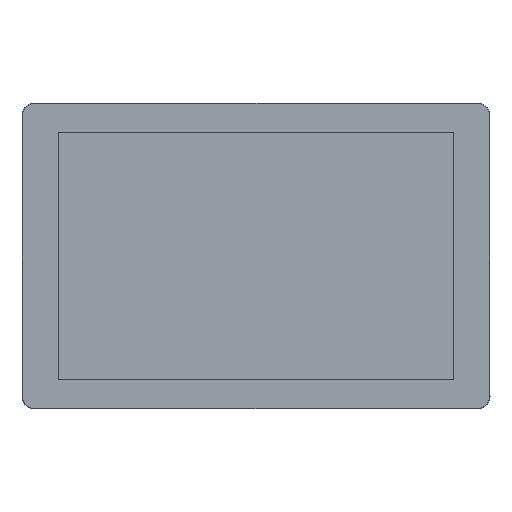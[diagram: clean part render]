
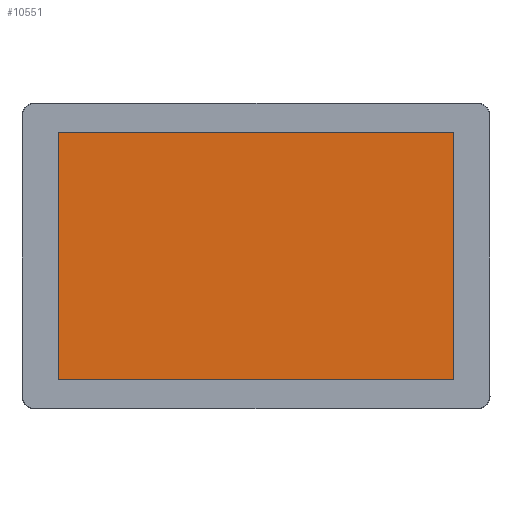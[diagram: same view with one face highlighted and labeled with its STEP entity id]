
A CAD part, top view. The second image highlights one B-rep face of the part: STEP entity #10551.
In plain terms, the highlighted planar face has unit normal (0, 0, 1).
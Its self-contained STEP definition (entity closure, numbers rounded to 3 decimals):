
#687=PLANE('',#11447);
#1340=FACE_OUTER_BOUND('',#1897,.T.);
#1897=EDGE_LOOP('',(#9005,#9006,#9007,#9008));
#2923=LINE('',#16325,#4238);
#2927=LINE('',#16333,#4242);
#2930=LINE('',#16339,#4245);
#2933=LINE('',#16344,#4248);
#4238=VECTOR('',#13349,10.);
#4242=VECTOR('',#13355,10.);
#4245=VECTOR('',#13360,10.);
#4248=VECTOR('',#13365,10.);
#5360=VERTEX_POINT('',#16323);
#5361=VERTEX_POINT('',#16324);
#5364=VERTEX_POINT('',#16332);
#5366=VERTEX_POINT('',#16338);
#6631=EDGE_CURVE('',#5360,#5361,#2923,.T.);
#6635=EDGE_CURVE('',#5364,#5360,#2927,.T.);
#6638=EDGE_CURVE('',#5366,#5364,#2930,.T.);
#6641=EDGE_CURVE('',#5361,#5366,#2933,.T.);
#9005=ORIENTED_EDGE('',*,*,#6641,.F.);
#9006=ORIENTED_EDGE('',*,*,#6631,.F.);
#9007=ORIENTED_EDGE('',*,*,#6635,.F.);
#9008=ORIENTED_EDGE('',*,*,#6638,.F.);
#10551=ADVANCED_FACE('',(#1340),#687,.T.);
#11447=AXIS2_PLACEMENT_3D('',#16347,#13369,#13370);
#13349=DIRECTION('',(0.,1.,0.));
#13355=DIRECTION('',(-1.,0.,0.));
#13360=DIRECTION('',(0.,-1.,0.));
#13365=DIRECTION('',(1.,0.,0.));
#13369=DIRECTION('center_axis',(0.,0.,1.));
#13370=DIRECTION('ref_axis',(1.,0.,0.));
#16323=CARTESIAN_POINT('',(32.395,26.505,1.1));
#16324=CARTESIAN_POINT('',(32.395,163.105,1.1));
#16325=CARTESIAN_POINT('',(32.395,26.505,1.1));
#16332=CARTESIAN_POINT('',(250.355,26.505,1.1));
#16333=CARTESIAN_POINT('',(250.355,26.505,1.1));
#16338=CARTESIAN_POINT('',(250.355,163.105,1.1));
#16339=CARTESIAN_POINT('',(250.355,163.105,1.1));
#16344=CARTESIAN_POINT('',(32.395,163.105,1.1));
#16347=CARTESIAN_POINT('Origin',(141.375,94.805,1.1));
